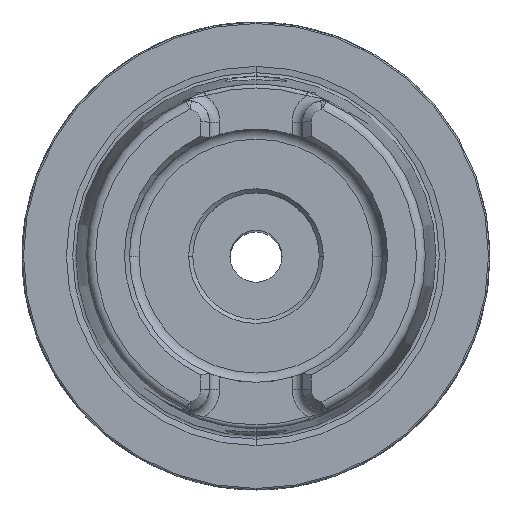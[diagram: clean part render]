
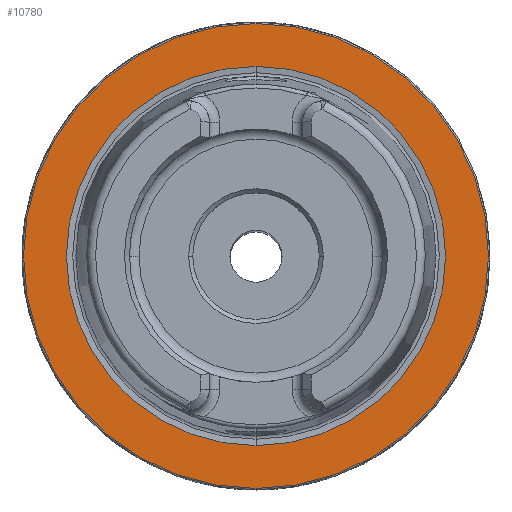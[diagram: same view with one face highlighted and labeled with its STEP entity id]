
A CAD part, top view. The second image highlights one B-rep face of the part: STEP entity #10780.
In plain terms, the highlighted planar face has unit normal (0, 0, 1).
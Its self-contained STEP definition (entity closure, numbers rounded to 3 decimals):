
#1301 = DIRECTION ( 'NONE',  ( 0., 1., 0. ) ) ;
#1316 = DIRECTION ( 'NONE',  ( 0., 0., -1. ) ) ;
#1344 = CARTESIAN_POINT ( 'NONE',  ( 0., 0., 0. ) ) ;
#2109 = ORIENTED_EDGE ( 'NONE', *, *, #7945, .T. ) ;
#2163 = DIRECTION ( 'NONE',  ( 0., -1., 0. ) ) ;
#2165 = DIRECTION ( 'NONE',  ( 0., 0., 1. ) ) ;
#2190 = CARTESIAN_POINT ( 'NONE',  ( 0., 31.47, 0. ) ) ;
#2243 = DIRECTION ( 'NONE',  ( 0., -1., 0. ) ) ;
#2278 = DIRECTION ( 'NONE',  ( 0., 0., 1. ) ) ;
#2299 = CARTESIAN_POINT ( 'NONE',  ( 0., 0., 0. ) ) ;
#2480 = PLANE ( 'NONE',  #2481 ) ;
#2481 = AXIS2_PLACEMENT_3D ( 'NONE', #2190, #2165, #2163 ) ;
#2768 = CARTESIAN_POINT ( 'NONE',  ( 0., -31.27, 0. ) ) ;
#2774 = CARTESIAN_POINT ( 'NONE',  ( 0., 0., 0. ) ) ;
#3378 = DIRECTION ( 'NONE',  ( 0., 0., 1. ) ) ;
#3511 = CARTESIAN_POINT ( 'NONE',  ( 0., 25.5, 0. ) ) ;
#4080 = CIRCLE ( 'NONE', #8688, 25.5 ) ;
#4160 = CARTESIAN_POINT ( 'NONE',  ( 0., 0., 0. ) ) ;
#4187 = DIRECTION ( 'NONE',  ( 0., 1., 0. ) ) ;
#4333 = EDGE_CURVE ( 'NONE', #11526, #7654, #4692, .T. ) ;
#4431 = EDGE_CURVE ( 'NONE', #10104, #12116, #4080, .T. ) ;
#4692 = CIRCLE ( 'NONE', #9311, 31.27 ) ;
#6005 = ORIENTED_EDGE ( 'NONE', *, *, #4333, .T. ) ;
#6449 = FACE_BOUND ( 'NONE', #11808, .T. ) ;
#7242 = CARTESIAN_POINT ( 'NONE',  ( 0., 31.27, 0. ) ) ;
#7322 = CIRCLE ( 'NONE', #9781, 25.5 ) ;
#7471 = CIRCLE ( 'NONE', #10456, 31.27 ) ;
#7654 = VERTEX_POINT ( 'NONE', #2768 ) ;
#7713 = EDGE_CURVE ( 'NONE', #7654, #11526, #7471, .T. ) ;
#7945 = EDGE_CURVE ( 'NONE', #12116, #10104, #7322, .T. ) ;
#8006 = ORIENTED_EDGE ( 'NONE', *, *, #7713, .T. ) ;
#8518 = DIRECTION ( 'NONE',  ( 0., -1., 0. ) ) ;
#8522 = FACE_OUTER_BOUND ( 'NONE', #10957, .T. ) ;
#8687 = CARTESIAN_POINT ( 'NONE',  ( 0., -25.5, 0. ) ) ;
#8688 = AXIS2_PLACEMENT_3D ( 'NONE', #4160, #8875, #4187 ) ;
#8875 = DIRECTION ( 'NONE',  ( 0., 0., -1. ) ) ;
#9311 = AXIS2_PLACEMENT_3D ( 'NONE', #2774, #3378, #8518 ) ;
#9781 = AXIS2_PLACEMENT_3D ( 'NONE', #1344, #1316, #1301 ) ;
#10104 = VERTEX_POINT ( 'NONE', #3511 ) ;
#10456 = AXIS2_PLACEMENT_3D ( 'NONE', #2299, #2278, #2243 ) ;
#10780 = ADVANCED_FACE ( 'NONE', ( #8522, #6449 ), #2480, .T. ) ;
#10957 = EDGE_LOOP ( 'NONE', ( #8006, #6005 ) ) ;
#11526 = VERTEX_POINT ( 'NONE', #7242 ) ;
#11808 = EDGE_LOOP ( 'NONE', ( #2109, #11893 ) ) ;
#11893 = ORIENTED_EDGE ( 'NONE', *, *, #4431, .T. ) ;
#12116 = VERTEX_POINT ( 'NONE', #8687 ) ;
